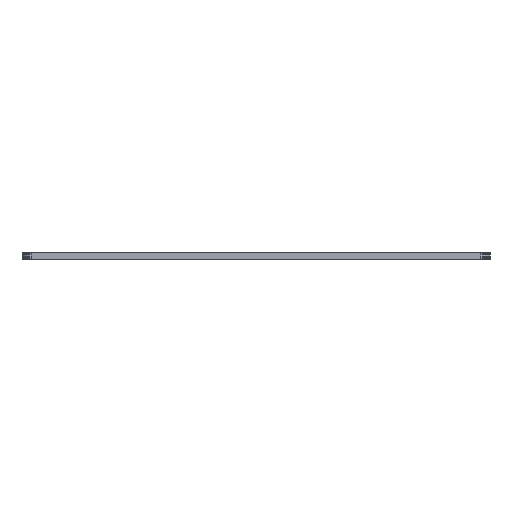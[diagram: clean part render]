
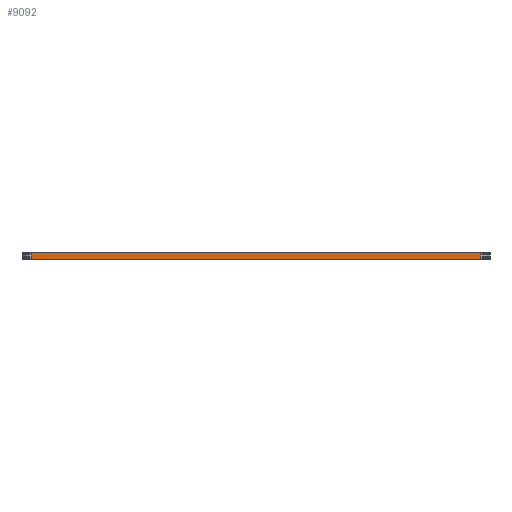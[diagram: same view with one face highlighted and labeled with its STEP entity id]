
A CAD part, left-side view. The second image highlights one B-rep face of the part: STEP entity #9092.
In plain terms, the highlighted planar face has unit normal (-1, 0, 0).
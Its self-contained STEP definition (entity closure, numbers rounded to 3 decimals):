
#90 = PLANE('',#91);
#91 = AXIS2_PLACEMENT_3D('',#92,#93,#94);
#92 = CARTESIAN_POINT('',(87.812,-122.04,1.5));
#93 = DIRECTION('',(-0.,-0.,-1.));
#94 = DIRECTION('',(-1.,0.,0.));
#144 = PLANE('',#145);
#145 = AXIS2_PLACEMENT_3D('',#146,#147,#148);
#146 = CARTESIAN_POINT('',(87.812,-122.04,0.));
#147 = DIRECTION('',(-0.,-0.,-1.));
#148 = DIRECTION('',(-1.,0.,0.));
#1177 = VERTEX_POINT('',#1178);
#1178 = CARTESIAN_POINT('',(46.811,-171.803,0.));
#1192 = PLANE('',#1193);
#1193 = AXIS2_PLACEMENT_3D('',#1194,#1195,#1196);
#1194 = CARTESIAN_POINT('',(46.831,-172.088,0.));
#1195 = DIRECTION('',(-0.997,-0.071,0.));
#1196 = DIRECTION('',(-0.071,0.997,0.));
#1204 = EDGE_CURVE('',#1177,#1205,#1207,.T.);
#1205 = VERTEX_POINT('',#1206);
#1206 = CARTESIAN_POINT('',(46.811,-72.29,0.));
#1207 = SURFACE_CURVE('',#1208,(#1212,#1219),.PCURVE_S1.);
#1208 = LINE('',#1209,#1210);
#1209 = CARTESIAN_POINT('',(46.811,-171.803,0.));
#1210 = VECTOR('',#1211,1.);
#1211 = DIRECTION('',(0.,1.,0.));
#1212 = PCURVE('',#144,#1213);
#1213 = DEFINITIONAL_REPRESENTATION('',(#1214),#1218);
#1214 = LINE('',#1215,#1216);
#1215 = CARTESIAN_POINT('',(41.001,-49.763));
#1216 = VECTOR('',#1217,1.);
#1217 = DIRECTION('',(0.,1.));
#1218 = ( GEOMETRIC_REPRESENTATION_CONTEXT(2) 
PARAMETRIC_REPRESENTATION_CONTEXT() REPRESENTATION_CONTEXT('2D SPACE',''
  ) );
#1219 = PCURVE('',#1220,#1225);
#1220 = PLANE('',#1221);
#1221 = AXIS2_PLACEMENT_3D('',#1222,#1223,#1224);
#1222 = CARTESIAN_POINT('',(46.811,-171.803,0.));
#1223 = DIRECTION('',(-1.,0.,0.));
#1224 = DIRECTION('',(0.,1.,0.));
#1225 = DEFINITIONAL_REPRESENTATION('',(#1226),#1230);
#1226 = LINE('',#1227,#1228);
#1227 = CARTESIAN_POINT('',(0.,0.));
#1228 = VECTOR('',#1229,1.);
#1229 = DIRECTION('',(1.,0.));
#1230 = ( GEOMETRIC_REPRESENTATION_CONTEXT(2) 
PARAMETRIC_REPRESENTATION_CONTEXT() REPRESENTATION_CONTEXT('2D SPACE',''
  ) );
#1248 = PLANE('',#1249);
#1249 = AXIS2_PLACEMENT_3D('',#1250,#1251,#1252);
#1250 = CARTESIAN_POINT('',(46.811,-72.29,0.));
#1251 = DIRECTION('',(-0.997,0.071,0.));
#1252 = DIRECTION('',(0.071,0.997,0.));
#5483 = VERTEX_POINT('',#5484);
#5484 = CARTESIAN_POINT('',(46.811,-171.803,1.5));
#5505 = EDGE_CURVE('',#5483,#5506,#5508,.T.);
#5506 = VERTEX_POINT('',#5507);
#5507 = CARTESIAN_POINT('',(46.811,-72.29,1.5));
#5508 = SURFACE_CURVE('',#5509,(#5513,#5520),.PCURVE_S1.);
#5509 = LINE('',#5510,#5511);
#5510 = CARTESIAN_POINT('',(46.811,-171.803,1.5));
#5511 = VECTOR('',#5512,1.);
#5512 = DIRECTION('',(0.,1.,0.));
#5513 = PCURVE('',#90,#5514);
#5514 = DEFINITIONAL_REPRESENTATION('',(#5515),#5519);
#5515 = LINE('',#5516,#5517);
#5516 = CARTESIAN_POINT('',(41.001,-49.763));
#5517 = VECTOR('',#5518,1.);
#5518 = DIRECTION('',(0.,1.));
#5519 = ( GEOMETRIC_REPRESENTATION_CONTEXT(2) 
PARAMETRIC_REPRESENTATION_CONTEXT() REPRESENTATION_CONTEXT('2D SPACE',''
  ) );
#5520 = PCURVE('',#1220,#5521);
#5521 = DEFINITIONAL_REPRESENTATION('',(#5522),#5526);
#5522 = LINE('',#5523,#5524);
#5523 = CARTESIAN_POINT('',(0.,-1.5));
#5524 = VECTOR('',#5525,1.);
#5525 = DIRECTION('',(1.,0.));
#5526 = ( GEOMETRIC_REPRESENTATION_CONTEXT(2) 
PARAMETRIC_REPRESENTATION_CONTEXT() REPRESENTATION_CONTEXT('2D SPACE',''
  ) );
#9042 = EDGE_CURVE('',#1205,#5506,#9043,.T.);
#9043 = SURFACE_CURVE('',#9044,(#9048,#9055),.PCURVE_S1.);
#9044 = LINE('',#9045,#9046);
#9045 = CARTESIAN_POINT('',(46.811,-72.29,0.));
#9046 = VECTOR('',#9047,1.);
#9047 = DIRECTION('',(0.,0.,1.));
#9048 = PCURVE('',#1248,#9049);
#9049 = DEFINITIONAL_REPRESENTATION('',(#9050),#9054);
#9050 = LINE('',#9051,#9052);
#9051 = CARTESIAN_POINT('',(0.,0.));
#9052 = VECTOR('',#9053,1.);
#9053 = DIRECTION('',(0.,-1.));
#9054 = ( GEOMETRIC_REPRESENTATION_CONTEXT(2) 
PARAMETRIC_REPRESENTATION_CONTEXT() REPRESENTATION_CONTEXT('2D SPACE',''
  ) );
#9055 = PCURVE('',#1220,#9056);
#9056 = DEFINITIONAL_REPRESENTATION('',(#9057),#9061);
#9057 = LINE('',#9058,#9059);
#9058 = CARTESIAN_POINT('',(99.513,0.));
#9059 = VECTOR('',#9060,1.);
#9060 = DIRECTION('',(0.,-1.));
#9061 = ( GEOMETRIC_REPRESENTATION_CONTEXT(2) 
PARAMETRIC_REPRESENTATION_CONTEXT() REPRESENTATION_CONTEXT('2D SPACE',''
  ) );
#9092 = ADVANCED_FACE('',(#9093),#1220,.T.);
#9093 = FACE_BOUND('',#9094,.T.);
#9094 = EDGE_LOOP('',(#9095,#9116,#9117,#9118));
#9095 = ORIENTED_EDGE('',*,*,#9096,.T.);
#9096 = EDGE_CURVE('',#1177,#5483,#9097,.T.);
#9097 = SURFACE_CURVE('',#9098,(#9102,#9109),.PCURVE_S1.);
#9098 = LINE('',#9099,#9100);
#9099 = CARTESIAN_POINT('',(46.811,-171.803,0.));
#9100 = VECTOR('',#9101,1.);
#9101 = DIRECTION('',(0.,0.,1.));
#9102 = PCURVE('',#1220,#9103);
#9103 = DEFINITIONAL_REPRESENTATION('',(#9104),#9108);
#9104 = LINE('',#9105,#9106);
#9105 = CARTESIAN_POINT('',(0.,0.));
#9106 = VECTOR('',#9107,1.);
#9107 = DIRECTION('',(0.,-1.));
#9108 = ( GEOMETRIC_REPRESENTATION_CONTEXT(2) 
PARAMETRIC_REPRESENTATION_CONTEXT() REPRESENTATION_CONTEXT('2D SPACE',''
  ) );
#9109 = PCURVE('',#1192,#9110);
#9110 = DEFINITIONAL_REPRESENTATION('',(#9111),#9115);
#9111 = LINE('',#9112,#9113);
#9112 = CARTESIAN_POINT('',(0.285,0.));
#9113 = VECTOR('',#9114,1.);
#9114 = DIRECTION('',(0.,-1.));
#9115 = ( GEOMETRIC_REPRESENTATION_CONTEXT(2) 
PARAMETRIC_REPRESENTATION_CONTEXT() REPRESENTATION_CONTEXT('2D SPACE',''
  ) );
#9116 = ORIENTED_EDGE('',*,*,#5505,.T.);
#9117 = ORIENTED_EDGE('',*,*,#9042,.F.);
#9118 = ORIENTED_EDGE('',*,*,#1204,.F.);
